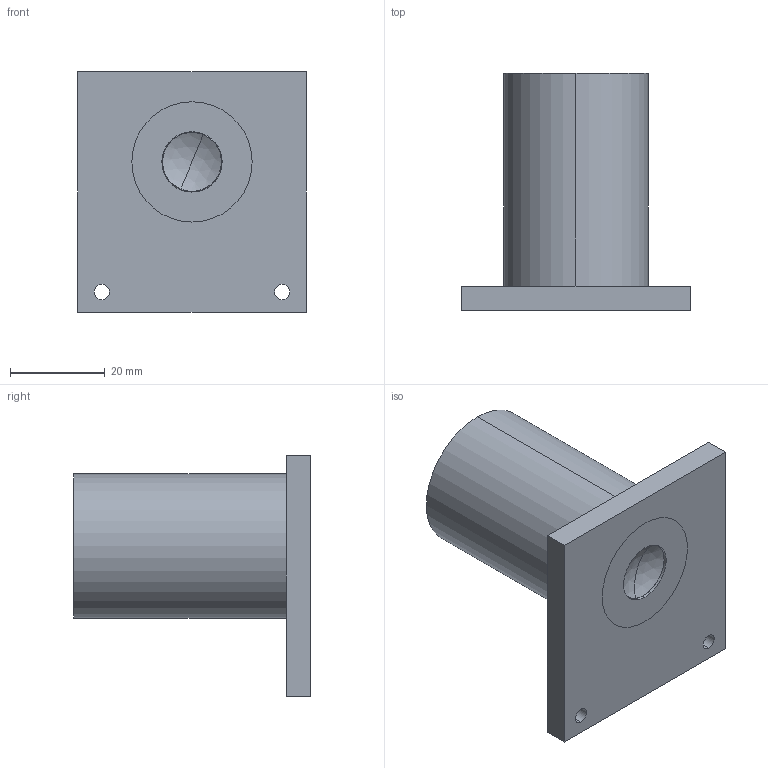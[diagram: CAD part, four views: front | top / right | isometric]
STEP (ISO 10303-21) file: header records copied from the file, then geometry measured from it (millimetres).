
FILE_DESCRIPTION (( 'STEP AP203' ), '1' );
FILE_NAME ('16660-E0W.STEP', '2019-01-21T21:25:32', ( '' ), ( '' ), 'SwSTEP 2.0', 'SolidWorks 2018', '' );
FILE_SCHEMA (( 'CONFIG_CONTROL_DESIGN' ));
Length unit declared in the file: inch
Products named in the file (1): 16660-E0W
Bounding box: 48.26 x 50 x 50.8 mm (x, y, z)
Volume: 25610.3 mm3; surface area: 16595.3 mm2
Topology: 4 solids, 4 shells, 88 faces, 361 edges, 316 vertices
Faces by surface type: plane 50, cylinder 28, cone 8, sphere 2
Entity records: 4906 total; most frequent: CARTESIAN_POINT 1708, ORIENTED_EDGE 722, DIRECTION 536, EDGE_CURVE 361, VERTEX_POINT 316, LINE 214, VECTOR 214, AXIS2_PLACEMENT_3D 161
